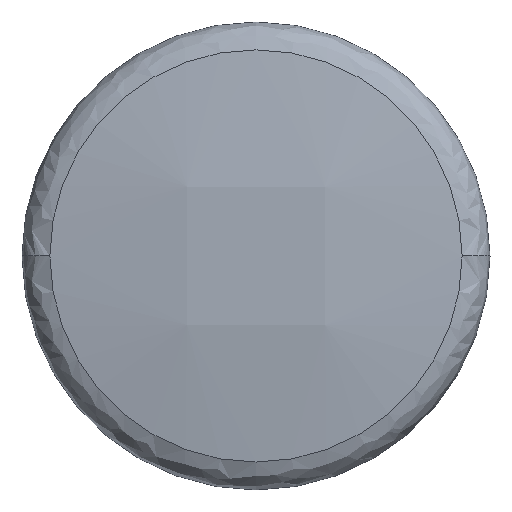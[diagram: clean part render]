
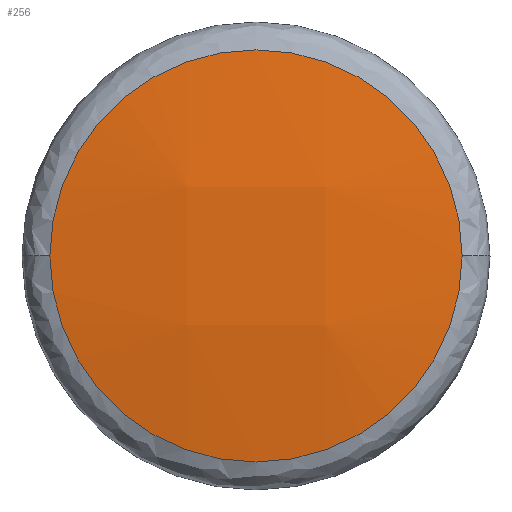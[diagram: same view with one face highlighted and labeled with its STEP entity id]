
A CAD part, top view. The second image highlights one B-rep face of the part: STEP entity #256.
In plain terms, the highlighted free-form (B-spline) face has degree [3, 3] with [4, 4] control points.
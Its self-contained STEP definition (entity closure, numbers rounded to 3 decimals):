
#90 = AXIS2_PLACEMENT_3D ( 'NONE', #3982, #3956, #4447 ) ;
#254 = CARTESIAN_POINT ( 'NONE',  ( -4.187, 12.574, 2.28 ) ) ;
#256 = ADVANCED_FACE ( 'NONE', ( #5831 ), #3898, .T. ) ;
#278 = CARTESIAN_POINT ( 'NONE',  ( 12.538, 4.25, 2.299 ) ) ;
#415 = CIRCLE ( 'NONE', #90, 12.331 ) ;
#546 = DIRECTION ( 'NONE',  ( 1., 0., 0. ) ) ;
#568 = CARTESIAN_POINT ( 'NONE',  ( -12.331, 0., 1.972 ) ) ;
#707 = ORIENTED_EDGE ( 'NONE', *, *, #2425, .F. ) ;
#780 = CARTESIAN_POINT ( 'NONE',  ( -12.37, 12.574, 0.882 ) ) ;
#805 = CARTESIAN_POINT ( 'NONE',  ( -4.268, 4.25, 3.712 ) ) ;
#1074 = DIRECTION ( 'NONE',  ( 0., 0., -1. ) ) ;
#1243 = CARTESIAN_POINT ( 'NONE',  ( 12.301, -12.521, 0.903 ) ) ;
#1393 = VERTEX_POINT ( 'NONE', #2866 ) ;
#1599 = CARTESIAN_POINT ( 'NONE',  ( 0., 0., 1.972 ) ) ;
#2132 = AXIS2_PLACEMENT_3D ( 'NONE', #1599, #1074, #546 ) ;
#2173 = ORIENTED_EDGE ( 'NONE', *, *, #5849, .F. ) ;
#2272 = CARTESIAN_POINT ( 'NONE',  ( 12.538, -4.196, 2.302 ) ) ;
#2377 = EDGE_LOOP ( 'NONE', ( #2173, #707 ) ) ;
#2425 = EDGE_CURVE ( 'NONE', #3758, #1393, #4340, .T. ) ;
#2770 = CARTESIAN_POINT ( 'NONE',  ( -12.611, -4.196, 2.29 ) ) ;
#2866 = CARTESIAN_POINT ( 'NONE',  ( 12.331, 0., 1.972 ) ) ;
#3254 = CARTESIAN_POINT ( 'NONE',  ( 12.299, 12.574, 0.894 ) ) ;
#3275 = CARTESIAN_POINT ( 'NONE',  ( -4.269, -4.196, 3.716 ) ) ;
#3758 = VERTEX_POINT ( 'NONE', #568 ) ;
#3788 = CARTESIAN_POINT ( 'NONE',  ( 4.115, 12.574, 2.284 ) ) ;
#3813 = CARTESIAN_POINT ( 'NONE',  ( 4.194, 4.25, 3.717 ) ) ;
#3898 =( BOUNDED_SURFACE ( )  B_SPLINE_SURFACE ( 3, 3, ( 
 ( #1243, #5765, #5803, #4760 ),
 ( #2272, #6278, #3275, #2770 ),
 ( #278, #3813, #805, #6260 ),
 ( #3254, #3788, #254, #780 ) ),
 .UNSPECIFIED., .F., .F., .T. ) 
 B_SPLINE_SURFACE_WITH_KNOTS ( ( 4, 4 ),
 ( 4, 4 ),
 ( 0., 1. ),
 ( 0., 1. ),
 .UNSPECIFIED. ) 
 GEOMETRIC_REPRESENTATION_ITEM ( )  RATIONAL_B_SPLINE_SURFACE ( (
 ( 1., 0.991, 0.991, 1.),
 ( 0.99, 0.981, 0.981, 0.99),
 ( 0.99, 0.981, 0.981, 0.99),
 ( 1., 0.991, 0.991, 1.) ) ) 
 REPRESENTATION_ITEM ( '' )  SURFACE ( )  );
#3956 = DIRECTION ( 'NONE',  ( 0., 0., -1. ) ) ;
#3982 = CARTESIAN_POINT ( 'NONE',  ( 0., 0., 1.972 ) ) ;
#4340 = CIRCLE ( 'NONE', #2132, 12.331 ) ;
#4447 = DIRECTION ( 'NONE',  ( 1., 0., 0. ) ) ;
#4760 = CARTESIAN_POINT ( 'NONE',  ( -12.372, -12.521, 0.891 ) ) ;
#5765 = CARTESIAN_POINT ( 'NONE',  ( 4.115, -12.521, 2.293 ) ) ;
#5803 = CARTESIAN_POINT ( 'NONE',  ( -4.188, -12.521, 2.289 ) ) ;
#5831 = FACE_OUTER_BOUND ( 'NONE', #2377, .T. ) ;
#5849 = EDGE_CURVE ( 'NONE', #1393, #3758, #415, .T. ) ;
#6260 = CARTESIAN_POINT ( 'NONE',  ( -12.61, 4.25, 2.287 ) ) ;
#6278 = CARTESIAN_POINT ( 'NONE',  ( 4.195, -4.196, 3.72 ) ) ;
